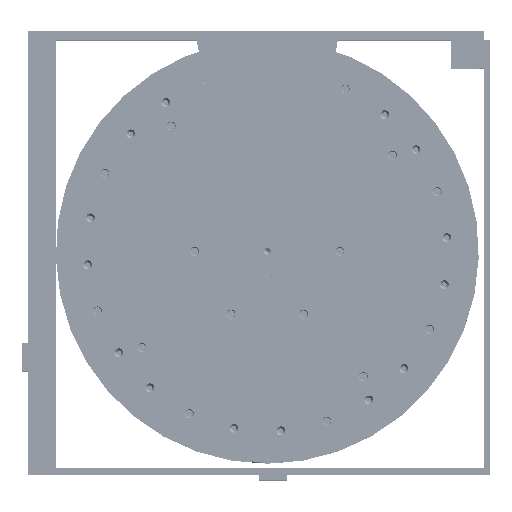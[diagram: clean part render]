
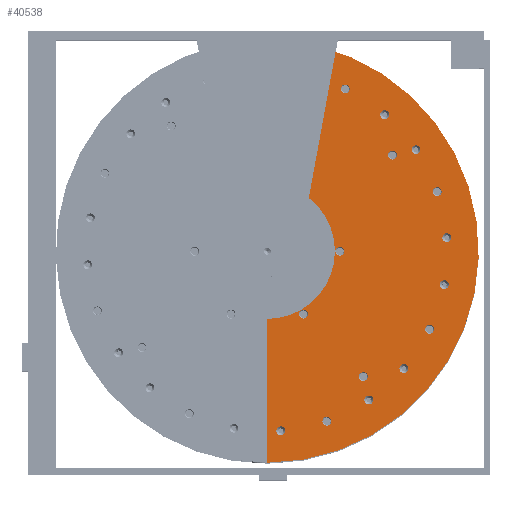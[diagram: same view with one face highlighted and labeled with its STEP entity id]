
A CAD part, top view. The second image highlights one B-rep face of the part: STEP entity #40538.
In plain terms, the highlighted planar face has unit normal (0, 0, 1).
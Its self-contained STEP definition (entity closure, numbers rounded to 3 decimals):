
#38748=CARTESIAN_POINT('',(-85.706,-68.181,2.5));
#38749=VERTEX_POINT('',#38748);
#38750=CARTESIAN_POINT('',(-88.856,-68.181,2.5));
#38751=DIRECTION('',(0.0,0.0,-1.0));
#38752=DIRECTION('',(1.0,0.0,0.0));
#38753=AXIS2_PLACEMENT_3D('',#38750,#38751,#38752);
#38754=CIRCLE('',#38753,3.15);
#38755=EDGE_CURVE('',#38749,#38749,#38754,.T.);
#38838=CARTESIAN_POINT('',(-65.031,88.856,2.5));
#38839=VERTEX_POINT('',#38838);
#38840=CARTESIAN_POINT('',(-68.181,88.856,2.5));
#38841=DIRECTION('',(0.0,0.0,-1.0));
#38842=DIRECTION('',(1.0,0.0,0.0));
#38843=AXIS2_PLACEMENT_3D('',#38840,#38841,#38842);
#38844=CIRCLE('',#38843,3.15);
#38845=EDGE_CURVE('',#38839,#38839,#38844,.T.);
#38928=CARTESIAN_POINT('',(-20.502,-125.543,2.5));
#38929=VERTEX_POINT('',#38928);
#38930=CARTESIAN_POINT('',(-23.652,-125.543,2.5));
#38931=DIRECTION('',(0.0,0.0,-1.0));
#38932=DIRECTION('',(1.0,0.0,0.0));
#38933=AXIS2_PLACEMENT_3D('',#38930,#38931,#38932);
#38934=CIRCLE('',#38933,3.15);
#38935=EDGE_CURVE('',#38929,#38929,#38934,.T.);
#39018=CARTESIAN_POINT('',(-80.104,-96.897,2.5));
#39019=VERTEX_POINT('',#39018);
#39020=CARTESIAN_POINT('',(-83.254,-96.897,2.5));
#39021=DIRECTION('',(0.0,0.0,-1.0));
#39022=DIRECTION('',(1.0,0.0,0.0));
#39023=AXIS2_PLACEMENT_3D('',#39020,#39021,#39022);
#39024=CIRCLE('',#39023,3.15);
#39025=EDGE_CURVE('',#39019,#39019,#39024,.T.);
#39108=CARTESIAN_POINT('',(-102.346,-72.048,2.5));
#39109=VERTEX_POINT('',#39108);
#39110=CARTESIAN_POINT('',(-105.496,-72.048,2.5));
#39111=DIRECTION('',(0.0,0.0,-1.0));
#39112=DIRECTION('',(1.0,0.0,0.0));
#39113=AXIS2_PLACEMENT_3D('',#39110,#39111,#39112);
#39114=CIRCLE('',#39113,3.15);
#39115=EDGE_CURVE('',#39109,#39109,#39114,.T.);
#39198=CARTESIAN_POINT('',(-124.236,-9.647,2.5));
#39199=VERTEX_POINT('',#39198);
#39200=CARTESIAN_POINT('',(-127.386,-9.647,2.5));
#39201=DIRECTION('',(0.0,0.0,-1.0));
#39202=DIRECTION('',(1.0,0.0,0.0));
#39203=AXIS2_PLACEMENT_3D('',#39200,#39201,#39202);
#39204=CIRCLE('',#39203,3.15);
#39205=EDGE_CURVE('',#39199,#39199,#39204,.T.);
#39288=CARTESIAN_POINT('',(-122.393,23.652,2.5));
#39289=VERTEX_POINT('',#39288);
#39290=CARTESIAN_POINT('',(-125.543,23.652,2.5));
#39291=DIRECTION('',(0.0,0.0,-1.0));
#39292=DIRECTION('',(1.0,0.0,0.0));
#39293=AXIS2_PLACEMENT_3D('',#39290,#39291,#39292);
#39294=CIRCLE('',#39293,3.15);
#39295=EDGE_CURVE('',#39289,#39289,#39294,.T.);
#39378=CARTESIAN_POINT('',(-6.497,127.386,2.5));
#39379=VERTEX_POINT('',#39378);
#39380=CARTESIAN_POINT('',(-9.647,127.386,2.5));
#39381=DIRECTION('',(0.0,0.0,-1.0));
#39382=DIRECTION('',(1.0,0.0,0.0));
#39383=AXIS2_PLACEMENT_3D('',#39380,#39381,#39382);
#39384=CIRCLE('',#39383,3.15);
#39385=EDGE_CURVE('',#39379,#39379,#39384,.T.);
#39468=CARTESIAN_POINT('',(-93.747,83.254,2.5));
#39469=VERTEX_POINT('',#39468);
#39470=CARTESIAN_POINT('',(-96.897,83.254,2.5));
#39471=DIRECTION('',(0.0,0.0,-1.0));
#39472=DIRECTION('',(1.0,0.0,0.0));
#39473=AXIS2_PLACEMENT_3D('',#39470,#39471,#39472);
#39474=CIRCLE('',#39473,3.15);
#39475=EDGE_CURVE('',#39469,#39469,#39474,.T.);
#39558=CARTESIAN_POINT('',(-68.898,105.496,2.5));
#39559=VERTEX_POINT('',#39558);
#39560=CARTESIAN_POINT('',(-72.048,105.496,2.5));
#39561=DIRECTION('',(0.0,0.0,-1.0));
#39562=DIRECTION('',(1.0,0.0,0.0));
#39563=AXIS2_PLACEMENT_3D('',#39560,#39561,#39562);
#39564=CIRCLE('',#39563,3.15);
#39565=EDGE_CURVE('',#39559,#39559,#39564,.T.);
#39648=CARTESIAN_POINT('',(-52.189,-115.143,2.5));
#39649=VERTEX_POINT('',#39648);
#39650=CARTESIAN_POINT('',(-55.339,-115.143,2.5));
#39651=DIRECTION('',(0.0,0.0,-1.0));
#39652=DIRECTION('',(1.0,0.0,0.0));
#39653=AXIS2_PLACEMENT_3D('',#39650,#39651,#39652);
#39654=CIRCLE('',#39653,3.15);
#39655=EDGE_CURVE('',#39649,#39649,#39654,.T.);
#39738=CARTESIAN_POINT('',(-117.399,-42.288,2.5));
#39739=VERTEX_POINT('',#39738);
#39740=CARTESIAN_POINT('',(-120.549,-42.288,2.5));
#39741=DIRECTION('',(0.0,0.0,-1.0));
#39742=DIRECTION('',(1.0,0.0,0.0));
#39743=AXIS2_PLACEMENT_3D('',#39740,#39741,#39742);
#39744=CIRCLE('',#39743,3.15);
#39745=EDGE_CURVE('',#39739,#39739,#39744,.T.);
#39828=CARTESIAN_POINT('',(-111.993,55.339,2.5));
#39829=VERTEX_POINT('',#39828);
#39830=CARTESIAN_POINT('',(-115.143,55.339,2.5));
#39831=DIRECTION('',(0.0,0.0,-1.0));
#39832=DIRECTION('',(1.0,0.0,0.0));
#39833=AXIS2_PLACEMENT_3D('',#39830,#39831,#39832);
#39834=CIRCLE('',#39833,3.15);
#39835=EDGE_CURVE('',#39829,#39829,#39834,.T.);
#39918=CARTESIAN_POINT('',(-39.138,120.549,2.5));
#39919=VERTEX_POINT('',#39918);
#39920=CARTESIAN_POINT('',(-42.288,120.549,2.5));
#39921=DIRECTION('',(0.0,0.0,-1.0));
#39922=DIRECTION('',(1.0,0.0,0.0));
#39923=AXIS2_PLACEMENT_3D('',#39920,#39921,#39922);
#39924=CIRCLE('',#39923,3.15);
#39925=EDGE_CURVE('',#39919,#39919,#39924,.T.);
#40008=CARTESIAN_POINT('',(-22.6,-44.6,2.5));
#40009=VERTEX_POINT('',#40008);
#40010=CARTESIAN_POINT('',(-25.75,-44.6,2.5));
#40011=DIRECTION('',(0.0,0.0,-1.0));
#40012=DIRECTION('',(1.0,0.0,0.0));
#40013=AXIS2_PLACEMENT_3D('',#40010,#40011,#40012);
#40014=CIRCLE('',#40013,3.15);
#40015=EDGE_CURVE('',#40009,#40009,#40014,.T.);
#40098=CARTESIAN_POINT('',(-48.35,0.,2.5));
#40099=VERTEX_POINT('',#40098);
#40100=CARTESIAN_POINT('',(-51.5,0.,2.5));
#40101=DIRECTION('',(0.0,0.0,-1.0));
#40102=DIRECTION('',(1.0,0.0,0.0));
#40103=AXIS2_PLACEMENT_3D('',#40100,#40101,#40102);
#40104=CIRCLE('',#40103,3.15);
#40105=EDGE_CURVE('',#40099,#40099,#40104,.T.);
#40188=CARTESIAN_POINT('',(-22.6,44.6,2.5));
#40189=VERTEX_POINT('',#40188);
#40190=CARTESIAN_POINT('',(-25.75,44.6,2.5));
#40191=DIRECTION('',(0.0,0.0,-1.0));
#40192=DIRECTION('',(1.0,0.0,0.0));
#40193=AXIS2_PLACEMENT_3D('',#40190,#40191,#40192);
#40194=CIRCLE('',#40193,3.15);
#40195=EDGE_CURVE('',#40189,#40189,#40194,.T.);
#40358=CARTESIAN_POINT('',(0.0,48.,2.5));
#40359=VERTEX_POINT('',#40358);
#40360=CARTESIAN_POINT('',(0.,-48.,2.5));
#40361=VERTEX_POINT('',#40360);
#40362=CARTESIAN_POINT('',(0.0,0.0,2.5));
#40363=DIRECTION('',(0.0,0.0,1.0));
#40364=DIRECTION('',(0.0,-1.0,0.0));
#40365=AXIS2_PLACEMENT_3D('',#40362,#40363,#40364);
#40366=CIRCLE('',#40365,48.);
#40367=EDGE_CURVE('',#40359,#40361,#40366,.T.);
#40390=CARTESIAN_POINT('',(0.,-146.0,2.5));
#40391=VERTEX_POINT('',#40390);
#40392=CARTESIAN_POINT('',(0.,-48.,2.5));
#40393=DIRECTION('',(0.0,-1.0,0.0));
#40394=VECTOR('',#40393,98.0);
#40395=LINE('',#40392,#40394);
#40396=EDGE_CURVE('',#40361,#40391,#40395,.T.);
#40414=CARTESIAN_POINT('',(-34.409,-146.0,2.5));
#40415=VERTEX_POINT('',#40414);
#40416=CARTESIAN_POINT('',(0.,-146.0,2.5));
#40417=DIRECTION('',(-1.0,0.0,0.0));
#40418=VECTOR('',#40417,34.409);
#40419=LINE('',#40416,#40418);
#40420=EDGE_CURVE('',#40391,#40415,#40419,.T.);
#40438=CARTESIAN_POINT('',(0.,150.,2.5));
#40439=VERTEX_POINT('',#40438);
#40440=CARTESIAN_POINT('',(0.,0.,2.5));
#40441=DIRECTION('',(0.0,0.0,-1.0));
#40442=DIRECTION('',(0.0,1.0,0.0));
#40443=AXIS2_PLACEMENT_3D('',#40440,#40441,#40442);
#40444=CIRCLE('',#40443,150.);
#40445=EDGE_CURVE('',#40415,#40439,#40444,.T.);
#40463=CARTESIAN_POINT('',(0.,150.,2.5));
#40464=DIRECTION('',(0.0,-1.0,0.0));
#40465=VECTOR('',#40464,102.);
#40466=LINE('',#40463,#40465);
#40467=EDGE_CURVE('',#40439,#40359,#40466,.T.);
#40475=CARTESIAN_POINT('',(-56.202,0.885,2.5));
#40476=DIRECTION('',(0.0,0.0,1.0));
#40477=DIRECTION('',(1.0,0.0,0.0));
#40478=AXIS2_PLACEMENT_3D('',#40475,#40476,#40477);
#40479=PLANE('',#40478);
#40480=ORIENTED_EDGE('',*,*,#40367,.F.);
#40481=ORIENTED_EDGE('',*,*,#40467,.F.);
#40482=ORIENTED_EDGE('',*,*,#40445,.F.);
#40483=ORIENTED_EDGE('',*,*,#40420,.F.);
#40484=ORIENTED_EDGE('',*,*,#40396,.F.);
#40485=EDGE_LOOP('',(#40480,#40481,#40482,#40483,#40484));
#40486=FACE_OUTER_BOUND('',#40485,.T.);
#40487=ORIENTED_EDGE('',*,*,#38755,.T.);
#40488=EDGE_LOOP('',(#40487));
#40489=FACE_BOUND('',#40488,.T.);
#40490=ORIENTED_EDGE('',*,*,#38845,.T.);
#40491=EDGE_LOOP('',(#40490));
#40492=FACE_BOUND('',#40491,.T.);
#40493=ORIENTED_EDGE('',*,*,#38935,.T.);
#40494=EDGE_LOOP('',(#40493));
#40495=FACE_BOUND('',#40494,.T.);
#40496=ORIENTED_EDGE('',*,*,#39025,.T.);
#40497=EDGE_LOOP('',(#40496));
#40498=FACE_BOUND('',#40497,.T.);
#40499=ORIENTED_EDGE('',*,*,#39115,.T.);
#40500=EDGE_LOOP('',(#40499));
#40501=FACE_BOUND('',#40500,.T.);
#40502=ORIENTED_EDGE('',*,*,#39205,.T.);
#40503=EDGE_LOOP('',(#40502));
#40504=FACE_BOUND('',#40503,.T.);
#40505=ORIENTED_EDGE('',*,*,#39295,.T.);
#40506=EDGE_LOOP('',(#40505));
#40507=FACE_BOUND('',#40506,.T.);
#40508=ORIENTED_EDGE('',*,*,#39385,.T.);
#40509=EDGE_LOOP('',(#40508));
#40510=FACE_BOUND('',#40509,.T.);
#40511=ORIENTED_EDGE('',*,*,#39475,.T.);
#40512=EDGE_LOOP('',(#40511));
#40513=FACE_BOUND('',#40512,.T.);
#40514=ORIENTED_EDGE('',*,*,#39565,.T.);
#40515=EDGE_LOOP('',(#40514));
#40516=FACE_BOUND('',#40515,.T.);
#40517=ORIENTED_EDGE('',*,*,#39655,.T.);
#40518=EDGE_LOOP('',(#40517));
#40519=FACE_BOUND('',#40518,.T.);
#40520=ORIENTED_EDGE('',*,*,#39745,.T.);
#40521=EDGE_LOOP('',(#40520));
#40522=FACE_BOUND('',#40521,.T.);
#40523=ORIENTED_EDGE('',*,*,#39835,.T.);
#40524=EDGE_LOOP('',(#40523));
#40525=FACE_BOUND('',#40524,.T.);
#40526=ORIENTED_EDGE('',*,*,#39925,.T.);
#40527=EDGE_LOOP('',(#40526));
#40528=FACE_BOUND('',#40527,.T.);
#40529=ORIENTED_EDGE('',*,*,#40015,.T.);
#40530=EDGE_LOOP('',(#40529));
#40531=FACE_BOUND('',#40530,.T.);
#40532=ORIENTED_EDGE('',*,*,#40105,.T.);
#40533=EDGE_LOOP('',(#40532));
#40534=FACE_BOUND('',#40533,.T.);
#40535=ORIENTED_EDGE('',*,*,#40195,.T.);
#40536=EDGE_LOOP('',(#40535));
#40537=FACE_BOUND('',#40536,.T.);
#40538=ADVANCED_FACE('',(#40486,#40489,#40492,#40495,#40498,#40501,#40504,#40507,#40510,#40513,#40516,#40519,#40522,#40525,#40528,#40531,#40534,#40537),#40479,.T.);
